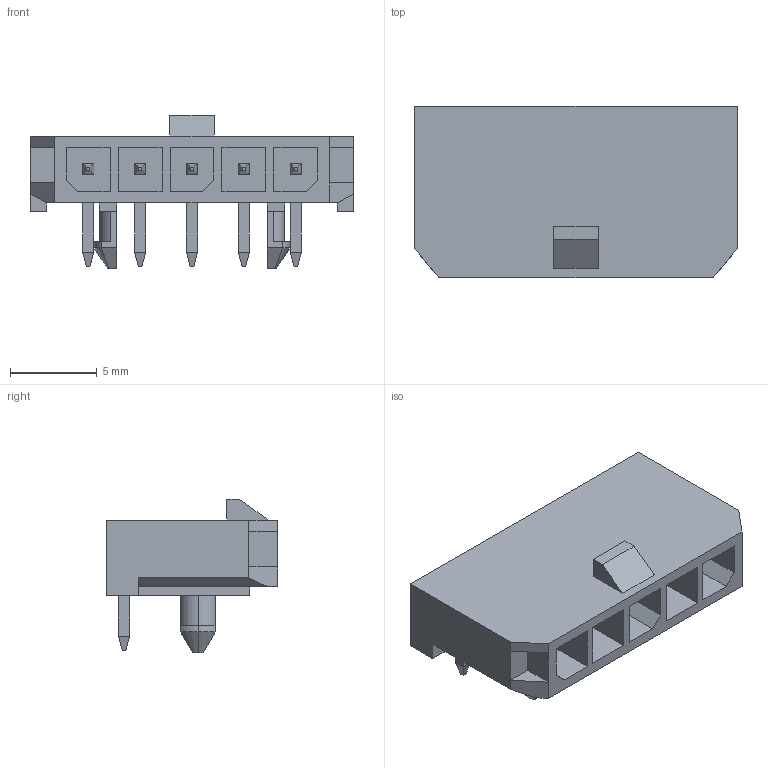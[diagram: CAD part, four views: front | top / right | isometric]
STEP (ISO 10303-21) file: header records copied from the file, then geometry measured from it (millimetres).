
FILE_DESCRIPTION(('STEP AP242'),'1');
FILE_NAME('0436500500.stp','2025-05-22T11:43:38',('TraceParts'),('TraceParts S.A.'),'Spatial InterOp 3D',' ',' ');
FILE_SCHEMA(('AP242_MANAGED_MODEL_BASED_3D_ENGINEERING_MIM_LF {1 0 10303 442 1 1 4}'));
Length unit declared in the file: millimetre
Products named in the file (1): 436500500wbm000_01
Bounding box: 18.64 x 9.9 x 8.87 mm (x, y, z)
Volume: 524.3 mm3; surface area: 1060.1 mm2
Topology: 1 solids, 1 shells, 187 faces, 441 edges, 274 vertices
Faces by surface type: plane 175, cylinder 8, cone 4
Entity records: 5241 total; most frequent: CARTESIAN_POINT 931, ORIENTED_EDGE 882, DIRECTION 833, EDGE_CURVE 441, LINE 417, VECTOR 417, VERTEX_POINT 274, AXIS2_PLACEMENT_3D 208
